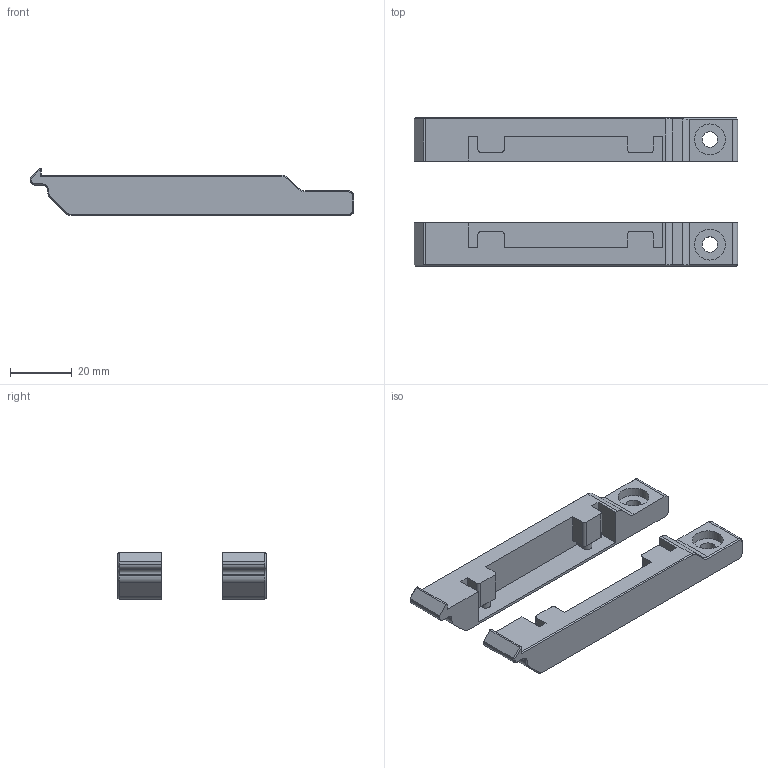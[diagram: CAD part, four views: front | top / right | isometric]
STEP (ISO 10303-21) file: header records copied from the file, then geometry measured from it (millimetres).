
FILE_DESCRIPTION(/* description */ (''),/* implementation_level */ '2;1');
FILE_NAME(/* name */ 'PSU Mounting Brackets x1_LDO.step',/* time_stamp */ '2024-02-21T08:53:15-05:00',/* author */ (''),/* organization */ (''),/* preprocessor_version */ 'ST-DEVELOPER v20',/* originating_system */ 'Autodesk Translation Framework v12.20.1.177',/* authorisation */ '');
FILE_SCHEMA (('AUTOMOTIVE_DESIGN { 1 0 10303 214 3 1 1 }'));
Length unit declared in the file: millimetre
Products named in the file (3): LMF350-23B24UH Mount; Left; Right
Assembly tree (2 placements, depth 2):
  LMF350-23B24UH Mount
    Left
    Right
Bounding box: 104.6 x 48 x 15.2 mm (x, y, z)
Volume: 22366.4 mm3; surface area: 12341.2 mm2
Topology: 2 solids, 2 shells, 162 faces, 412 edges, 254 vertices
Faces by surface type: plane 102, cylinder 34, cone 26
Full cylindrical faces by diameter (mm): 5 x2, 10 x2
Entity records: 4883 total; most frequent: DIRECTION 844, CARTESIAN_POINT 831, ORIENTED_EDGE 820, EDGE_CURVE 410, LINE 310, VECTOR 310, AXIS2_PLACEMENT_3D 267, VERTEX_POINT 254
